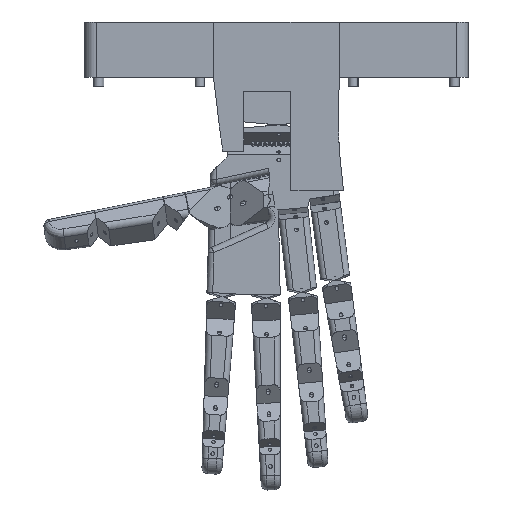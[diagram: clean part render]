
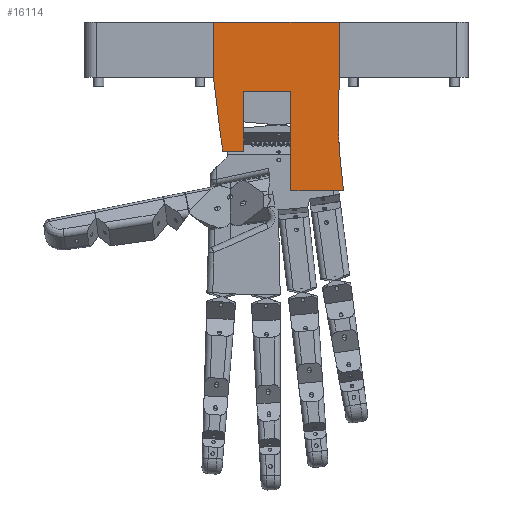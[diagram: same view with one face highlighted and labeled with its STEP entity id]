
A CAD part, front view. The second image highlights one B-rep face of the part: STEP entity #16114.
In plain terms, the highlighted planar face has unit normal (0, -1, 0).
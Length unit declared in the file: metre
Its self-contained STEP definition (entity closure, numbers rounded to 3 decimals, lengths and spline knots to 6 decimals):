
#524=B_SPLINE_CURVE_WITH_KNOTS('',3,(#31987,#31988,#31989,#31990,#31991,
#31992,#31993),.UNSPECIFIED.,.F.,.F.,(4,3,4),(-0.006027,0.,0.016192),
 .PIECEWISE_BEZIER_KNOTS.);
#526=B_SPLINE_CURVE_WITH_KNOTS('',3,(#32012,#32013,#32014,#32015,#32016,
#32017,#32018,#32019,#32020,#32021),.UNSPECIFIED.,.F.,.F.,(4,3,3,4),(-0.006417,
0.,0.017396,0.017399),.PIECEWISE_BEZIER_KNOTS.);
#1597=LINE('',#31921,#2585);
#1601=LINE('',#31929,#2589);
#1603=LINE('',#31933,#2591);
#1608=LINE('',#31944,#2596);
#1614=LINE('',#31968,#2602);
#1620=LINE('',#32027,#2608);
#1628=LINE('',#32055,#2616);
#1633=LINE('',#32064,#2621);
#1634=LINE('',#32065,#2622);
#1635=LINE('',#32067,#2623);
#1636=LINE('',#32069,#2624);
#2585=VECTOR('',#20607,1.);
#2589=VECTOR('',#20613,1.);
#2591=VECTOR('',#20617,1.);
#2596=VECTOR('',#20624,1.);
#2602=VECTOR('',#20650,1.);
#2608=VECTOR('',#20658,1.);
#2616=VECTOR('',#20686,1.);
#2621=VECTOR('',#20695,1.);
#2622=VECTOR('',#20696,1.);
#2623=VECTOR('',#20697,1.);
#2624=VECTOR('',#20698,1.);
#6547=ORIENTED_EDGE('',*,*,#9546,.F.);
#6548=ORIENTED_EDGE('',*,*,#9505,.F.);
#6549=ORIENTED_EDGE('',*,*,#9508,.F.);
#6550=ORIENTED_EDGE('',*,*,#9511,.T.);
#6551=ORIENTED_EDGE('',*,*,#9514,.T.);
#6552=ORIENTED_EDGE('',*,*,#9517,.T.);
#6553=ORIENTED_EDGE('',*,*,#9520,.F.);
#6554=ORIENTED_EDGE('',*,*,#9547,.F.);
#6555=ORIENTED_EDGE('',*,*,#9548,.T.);
#6556=ORIENTED_EDGE('',*,*,#9549,.T.);
#6557=ORIENTED_EDGE('',*,*,#9524,.T.);
#6558=ORIENTED_EDGE('',*,*,#9527,.F.);
#6559=ORIENTED_EDGE('',*,*,#9530,.F.);
#6560=ORIENTED_EDGE('',*,*,#9533,.F.);
#6561=ORIENTED_EDGE('',*,*,#9536,.F.);
#6562=ORIENTED_EDGE('',*,*,#9541,.F.);
#6563=ORIENTED_EDGE('',*,*,#9500,.F.);
#6564=ORIENTED_EDGE('',*,*,#9498,.T.);
#6565=ORIENTED_EDGE('',*,*,#9494,.F.);
#9494=EDGE_CURVE('',#11333,#11334,#1597,.T.);
#9498=EDGE_CURVE('',#11336,#11334,#1601,.T.);
#9500=EDGE_CURVE('',#11336,#11338,#1603,.T.);
#9505=EDGE_CURVE('',#11342,#11340,#1608,.T.);
#9508=EDGE_CURVE('',#11344,#11342,#12033,.T.);
#9511=EDGE_CURVE('',#11344,#11346,#12034,.F.);
#9514=EDGE_CURVE('',#11346,#11348,#12035,.T.);
#9517=EDGE_CURVE('',#11348,#11350,#1614,.T.);
#9520=EDGE_CURVE('',#11352,#11350,#524,.T.);
#9524=EDGE_CURVE('',#11354,#11356,#526,.T.);
#9527=EDGE_CURVE('',#11358,#11356,#1620,.T.);
#9530=EDGE_CURVE('',#11360,#11358,#12036,.F.);
#9533=EDGE_CURVE('',#11362,#11360,#12037,.F.);
#9536=EDGE_CURVE('',#11364,#11362,#12038,.F.);
#9541=EDGE_CURVE('',#11338,#11364,#1628,.T.);
#9546=EDGE_CURVE('',#11340,#11333,#1633,.T.);
#9547=EDGE_CURVE('',#11371,#11352,#1634,.T.);
#9548=EDGE_CURVE('',#11371,#11372,#1635,.T.);
#9549=EDGE_CURVE('',#11372,#11354,#1636,.T.);
#11333=VERTEX_POINT('',#31920);
#11334=VERTEX_POINT('',#31922);
#11336=VERTEX_POINT('',#31927);
#11338=VERTEX_POINT('',#31934);
#11340=VERTEX_POINT('',#31939);
#11342=VERTEX_POINT('',#31943);
#11344=VERTEX_POINT('',#31949);
#11346=VERTEX_POINT('',#31955);
#11348=VERTEX_POINT('',#31961);
#11350=VERTEX_POINT('',#31967);
#11352=VERTEX_POINT('',#31986);
#11354=VERTEX_POINT('',#32004);
#11356=VERTEX_POINT('',#32011);
#11358=VERTEX_POINT('',#32026);
#11360=VERTEX_POINT('',#32032);
#11362=VERTEX_POINT('',#32038);
#11364=VERTEX_POINT('',#32044);
#11371=VERTEX_POINT('',#32066);
#11372=VERTEX_POINT('',#32068);
#12033=CIRCLE('',#17519,0.364958);
#12034=CIRCLE('',#17522,0.34709);
#12035=CIRCLE('',#17525,0.336717);
#12036=CIRCLE('',#17530,0.89898);
#12037=CIRCLE('',#17533,0.80051);
#12038=CIRCLE('',#17536,0.716337);
#13196=EDGE_LOOP('',(#6547,#6548,#6549,#6550,#6551,#6552,#6553,#6554,#6555,
#6556,#6557,#6558,#6559,#6560,#6561,#6562,#6563,#6564,#6565));
#14745=FACE_BOUND('',#13196,.T.);
#15422=PLANE('',#17539);
#16114=ADVANCED_FACE('',(#14745),#15422,.T.);
#17519=AXIS2_PLACEMENT_3D('',#31950,#20630,#20631);
#17522=AXIS2_PLACEMENT_3D('',#31956,#20637,#20638);
#17525=AXIS2_PLACEMENT_3D('',#31962,#20644,#20645);
#17530=AXIS2_PLACEMENT_3D('',#32033,#20664,#20665);
#17533=AXIS2_PLACEMENT_3D('',#32039,#20671,#20672);
#17536=AXIS2_PLACEMENT_3D('',#32045,#20678,#20679);
#17539=AXIS2_PLACEMENT_3D('',#32063,#20693,#20694);
#20607=DIRECTION('',(0.,0.,1.));
#20613=DIRECTION('',(1.,0.,0.));
#20617=DIRECTION('',(0.,0.,-1.));
#20624=DIRECTION('',(0.103,0.,-0.995));
#20630=DIRECTION('',(0.,-1.,0.));
#20631=DIRECTION('',(0.,0.,-1.));
#20637=DIRECTION('',(0.,-1.,0.));
#20638=DIRECTION('',(0.,0.,-1.));
#20644=DIRECTION('',(0.,1.,0.));
#20645=DIRECTION('',(-0.999,0.,-0.038));
#20650=DIRECTION('',(-0.02,0.,1.));
#20658=DIRECTION('',(-0.129,0.,0.992));
#20664=DIRECTION('',(0.,-1.,0.));
#20665=DIRECTION('',(0.,0.,-1.));
#20671=DIRECTION('',(0.,-1.,0.));
#20672=DIRECTION('',(0.,0.,-1.));
#20678=DIRECTION('',(0.,-1.,0.));
#20679=DIRECTION('',(0.,0.,-1.));
#20686=DIRECTION('',(-1.,0.,0.));
#20693=DIRECTION('',(0.,-1.,0.));
#20694=DIRECTION('',(1.,0.,0.));
#20695=DIRECTION('',(-1.,0.,0.));
#20696=DIRECTION('',(0.,0.,-1.));
#20697=DIRECTION('',(-1.,0.,0.));
#20698=DIRECTION('',(0.,0.,-1.));
#31920=CARTESIAN_POINT('',(0.014969,-0.001588,0.066768));
#31921=CARTESIAN_POINT('',(0.014969,-0.001588,0.093868));
#31922=CARTESIAN_POINT('',(0.014969,-0.001588,0.120968));
#31927=CARTESIAN_POINT('',(-0.010592,-0.001588,0.120968));
#31929=CARTESIAN_POINT('',(0.002188,-0.001588,0.120968));
#31933=CARTESIAN_POINT('',(-0.010592,-0.001588,0.104666));
#31934=CARTESIAN_POINT('',(-0.010592,-0.001588,0.088365));
#31939=CARTESIAN_POINT('',(0.043544,-0.001588,0.066768));
#31943=CARTESIAN_POINT('',(0.041454,-0.001587,0.086988));
#31944=CARTESIAN_POINT('',(0.042499,-0.001588,0.076878));
#31949=CARTESIAN_POINT('',(0.04114,-0.001587,0.092379));
#31950=CARTESIAN_POINT('',(0.405627,-0.001588,0.110907));
#31955=CARTESIAN_POINT('',(0.040947,-0.001588,0.096711));
#31956=CARTESIAN_POINT('',(0.387783,-0.001588,0.109988));
#31961=CARTESIAN_POINT('',(0.040873,-0.001588,0.098817));
#31962=CARTESIAN_POINT('',(0.377418,-0.001588,0.109577));
#31967=CARTESIAN_POINT('',(0.040718,-0.001588,0.106563));
#31968=CARTESIAN_POINT('',(0.040795,-0.001588,0.10269));
#31986=CARTESIAN_POINT('',(0.041277,-0.001588,0.128588));
#31987=CARTESIAN_POINT('',(0.041277,-0.001588,0.128588));
#31988=CARTESIAN_POINT('',(0.041188,-0.001588,0.126598));
#31989=CARTESIAN_POINT('',(0.041099,-0.001588,0.124607));
#31990=CARTESIAN_POINT('',(0.04101,-0.001588,0.122617));
#31991=CARTESIAN_POINT('',(0.04077,-0.001588,0.11727));
#31992=CARTESIAN_POINT('',(0.040675,-0.001588,0.111918));
#31993=CARTESIAN_POINT('',(0.040718,-0.001588,0.106563));
#32004=CARTESIAN_POINT('',(-0.02711,-0.001588,0.128588));
#32011=CARTESIAN_POINT('',(-0.024284,-0.001588,0.104937));
#32012=CARTESIAN_POINT('',(-0.02711,-0.001588,0.128588));
#32013=CARTESIAN_POINT('',(-0.026864,-0.001588,0.126464));
#32014=CARTESIAN_POINT('',(-0.026618,-0.001588,0.12434));
#32015=CARTESIAN_POINT('',(-0.026372,-0.001588,0.122216));
#32016=CARTESIAN_POINT('',(-0.025706,-0.001588,0.116457));
#32017=CARTESIAN_POINT('',(-0.025017,-0.001588,0.110697));
#32018=CARTESIAN_POINT('',(-0.024284,-0.001588,0.10494));
#32019=CARTESIAN_POINT('',(-0.024284,-0.001588,0.104939));
#32020=CARTESIAN_POINT('',(-0.024284,-0.001588,0.104938));
#32021=CARTESIAN_POINT('',(-0.024284,-0.001588,0.104937));
#32026=CARTESIAN_POINT('',(-0.023612,-0.001587,0.099766));
#32027=CARTESIAN_POINT('',(-0.023948,-0.001588,0.102352));
#32032=CARTESIAN_POINT('',(-0.023145,-0.001587,0.096293));
#32033=CARTESIAN_POINT('',(0.867583,-0.001588,0.217824));
#32038=CARTESIAN_POINT('',(-0.022532,-0.001587,0.091892));
#32039=CARTESIAN_POINT('',(0.770019,-0.001588,0.204489));
#32044=CARTESIAN_POINT('',(-0.022022,-0.001588,0.088365));
#32045=CARTESIAN_POINT('',(0.686681,-0.001588,0.192665));
#32055=CARTESIAN_POINT('',(-0.016307,-0.001588,0.088365));
#32063=CARTESIAN_POINT('',(0.008017,-0.001588,0.069396));
#32064=CARTESIAN_POINT('',(0.029256,-0.001588,0.066768));
#32065=CARTESIAN_POINT('',(0.041277,-0.001588,0.158588));
#32066=CARTESIAN_POINT('',(0.041277,-0.001588,0.158588));
#32067=CARTESIAN_POINT('',(0.007083,-0.001588,0.158588));
#32068=CARTESIAN_POINT('',(-0.02711,-0.001588,0.158588));
#32069=CARTESIAN_POINT('',(-0.02711,-0.001588,0.158588));
